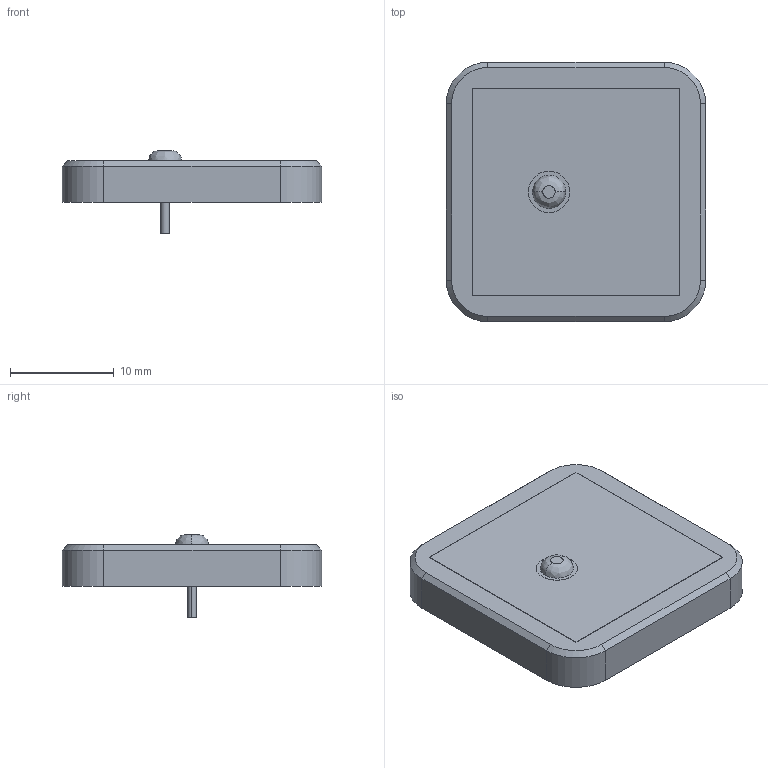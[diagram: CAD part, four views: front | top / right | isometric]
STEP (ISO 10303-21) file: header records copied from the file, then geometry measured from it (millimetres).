
FILE_DESCRIPTION (( 'STEP AP214' ), '1' );
FILE_NAME ('ALSRobot-25mmX25m GPS LAN.STEP', '2018-12-25T03:55:07', ( '' ), ( '' ), 'SwSTEP 2.0', 'SolidWorks 2018', '' );
FILE_SCHEMA (( 'AUTOMOTIVE_DESIGN' ));
Length unit declared in the file: millimetre
Products named in the file (1): ALSRobot-25mmX25m GPS LAN
Bounding box: 25 x 25 x 8 mm (x, y, z)
Volume: 2460.8 mm3; surface area: 1585.4 mm2
Topology: 1 solids, 1 shells, 32 faces, 70 edges, 44 vertices
Faces by surface type: plane 18, cylinder 8, cone 4, bspline 2
Entity records: 1084 total; most frequent: CARTESIAN_POINT 183, DIRECTION 154, ORIENTED_EDGE 140, EDGE_CURVE 70, AXIS2_PLACEMENT_3D 55, VECTOR 44, VERTEX_POINT 44, LINE 44
